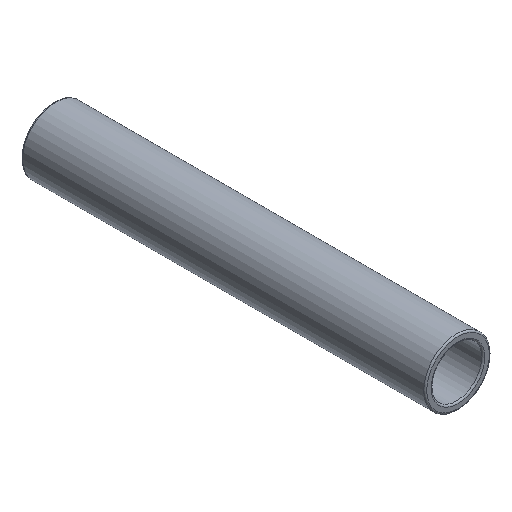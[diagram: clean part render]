
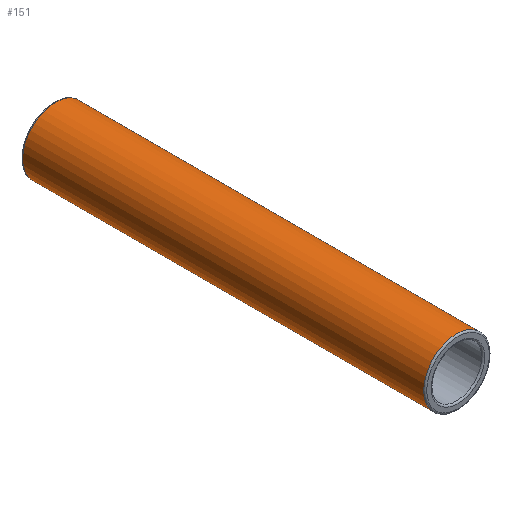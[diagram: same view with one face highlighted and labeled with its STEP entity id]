
A CAD part, isometric view. The second image highlights one B-rep face of the part: STEP entity #151.
In plain terms, the highlighted cylindrical face has radius 6.5 mm (diameter 13 mm), a full revolution.
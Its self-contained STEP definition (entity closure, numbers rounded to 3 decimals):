
#35	= CARTESIAN_POINT('Origin',(0.,79.7,0.));
#36	= DIRECTION('center_axis',(0.,-1.,0.));
#43	= DIRECTION('ref_axis',(1.,0.,0.));
#53	= DIRECTION('center_axis',(0.,1.,0.));
#106	= CARTESIAN_POINT('Origin',(0.,0.3,0.));
#100	= CARTESIAN_POINT('Origin',(0.,0.,0.));
#101	= DIRECTION('ref_axis',(1.,0.,0.));
#130	= EDGE_CURVE('',#128,#128,#125,.T.);
#128	= VERTEX_POINT('',#129);
#129	= CARTESIAN_POINT('',(-6.5,79.7,0.));
#125	= CIRCLE('',#126,6.5);
#126	= AXIS2_PLACEMENT_3D('',#35,#53,#43);
#151	= ADVANCED_FACE('',(#158,#161),#150,.T.);
#158	= FACE_BOUND('',#159,.T.);
#159	= EDGE_LOOP('',(#154));
#154	= ORIENTED_EDGE('',*,*,#157,.F.);
#157	= EDGE_CURVE('',#155,#155,#152,.T.);
#155	= VERTEX_POINT('',#156);
#156	= CARTESIAN_POINT('',(-6.5,0.3,0.));
#152	= CIRCLE('',#153,6.5);
#153	= AXIS2_PLACEMENT_3D('',#106,#36,#43);
#161	= FACE_BOUND('',#162,.T.);
#162	= EDGE_LOOP('',(#160));
#160	= ORIENTED_EDGE('',*,*,#130,.F.);
#150	= CYLINDRICAL_SURFACE('',#149,6.5);
#149	= AXIS2_PLACEMENT_3D('',#100,#53,#101);
